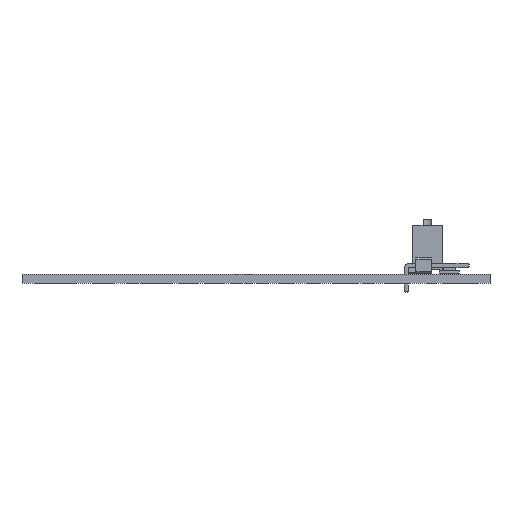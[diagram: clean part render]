
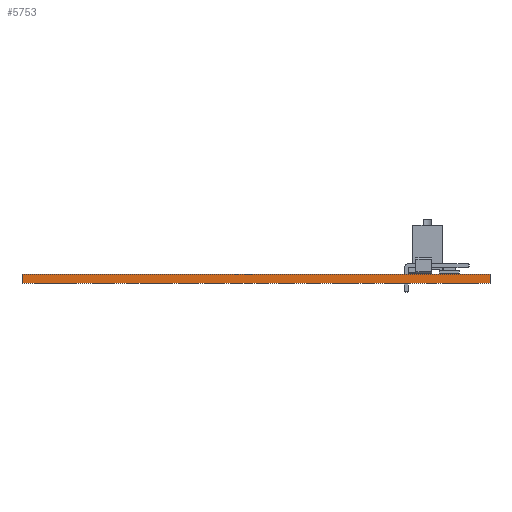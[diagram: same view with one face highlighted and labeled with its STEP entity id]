
A CAD part, front view. The second image highlights one B-rep face of the part: STEP entity #5753.
In plain terms, the highlighted planar face has unit normal (0, -1, 0).
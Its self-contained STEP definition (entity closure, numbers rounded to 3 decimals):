
#5753 = ADVANCED_FACE('',(#5754),#5788,.T.);
#5754 = FACE_BOUND('',#5755,.T.);
#5755 = EDGE_LOOP('',(#5756,#5766,#5774,#5782));
#5756 = ORIENTED_EDGE('',*,*,#5757,.T.);
#5757 = EDGE_CURVE('',#5758,#5760,#5762,.T.);
#5758 = VERTEX_POINT('',#5759);
#5759 = CARTESIAN_POINT('',(165.,-155.,0.));
#5760 = VERTEX_POINT('',#5761);
#5761 = CARTESIAN_POINT('',(165.,-155.,1.51));
#5762 = LINE('',#5763,#5764);
#5763 = CARTESIAN_POINT('',(165.,-155.,0.));
#5764 = VECTOR('',#5765,1.);
#5765 = DIRECTION('',(0.,0.,1.));
#5766 = ORIENTED_EDGE('',*,*,#5767,.T.);
#5767 = EDGE_CURVE('',#5760,#5768,#5770,.T.);
#5768 = VERTEX_POINT('',#5769);
#5769 = CARTESIAN_POINT('',(90.,-155.,1.51));
#5770 = LINE('',#5771,#5772);
#5771 = CARTESIAN_POINT('',(165.,-155.,1.51));
#5772 = VECTOR('',#5773,1.);
#5773 = DIRECTION('',(-1.,0.,0.));
#5774 = ORIENTED_EDGE('',*,*,#5775,.F.);
#5775 = EDGE_CURVE('',#5776,#5768,#5778,.T.);
#5776 = VERTEX_POINT('',#5777);
#5777 = CARTESIAN_POINT('',(90.,-155.,0.));
#5778 = LINE('',#5779,#5780);
#5779 = CARTESIAN_POINT('',(90.,-155.,0.));
#5780 = VECTOR('',#5781,1.);
#5781 = DIRECTION('',(0.,0.,1.));
#5782 = ORIENTED_EDGE('',*,*,#5783,.F.);
#5783 = EDGE_CURVE('',#5758,#5776,#5784,.T.);
#5784 = LINE('',#5785,#5786);
#5785 = CARTESIAN_POINT('',(165.,-155.,0.));
#5786 = VECTOR('',#5787,1.);
#5787 = DIRECTION('',(-1.,0.,0.));
#5788 = PLANE('',#5789);
#5789 = AXIS2_PLACEMENT_3D('',#5790,#5791,#5792);
#5790 = CARTESIAN_POINT('',(165.,-155.,0.));
#5791 = DIRECTION('',(0.,-1.,0.));
#5792 = DIRECTION('',(-1.,0.,0.));
